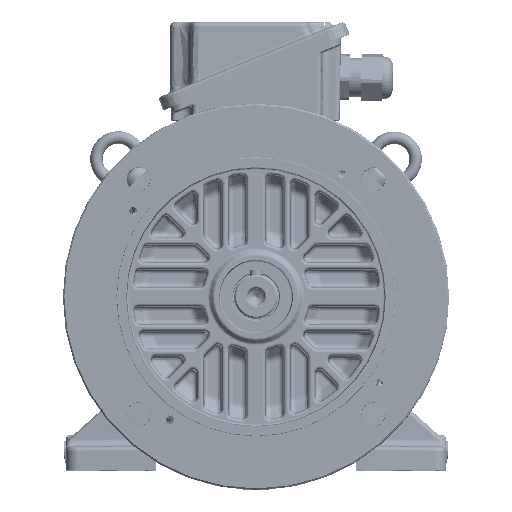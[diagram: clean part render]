
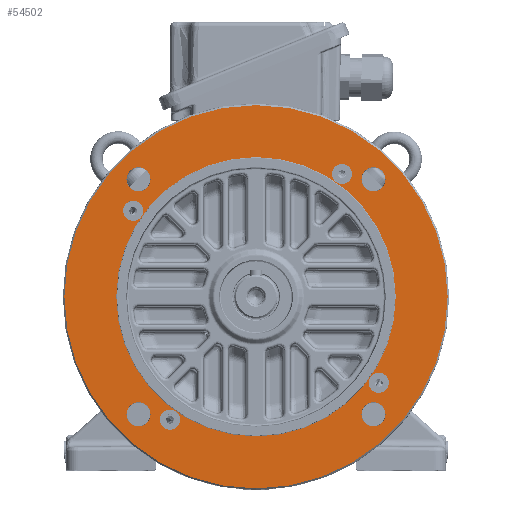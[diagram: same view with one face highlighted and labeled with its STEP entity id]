
A CAD part, top view. The second image highlights one B-rep face of the part: STEP entity #54502.
In plain terms, the highlighted planar face has unit normal (0, 0, 1).
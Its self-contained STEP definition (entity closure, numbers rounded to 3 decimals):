
#12702=PLANE('',#124388);
#54502=ADVANCED_FACE('',(#59370,#59371,#59372,#59373,#59374,#59375,#59376,
#59377,#59378,#59379),#12702,.F.);
#59370=FACE_BOUND('',#61018,.T.);
#59371=FACE_BOUND('',#61019,.T.);
#59372=FACE_BOUND('',#61020,.T.);
#59373=FACE_BOUND('',#61021,.T.);
#59374=FACE_BOUND('',#61022,.T.);
#59375=FACE_BOUND('',#61023,.T.);
#59376=FACE_BOUND('',#61024,.T.);
#59377=FACE_BOUND('',#61025,.T.);
#59378=FACE_BOUND('',#61026,.T.);
#59379=FACE_BOUND('',#61027,.T.);
#61018=EDGE_LOOP('',(#71500));
#61019=EDGE_LOOP('',(#71501));
#61020=EDGE_LOOP('',(#71502));
#61021=EDGE_LOOP('',(#71503));
#61022=EDGE_LOOP('',(#71504));
#61023=EDGE_LOOP('',(#71505));
#61024=EDGE_LOOP('',(#71506));
#61025=EDGE_LOOP('',(#71507));
#61026=EDGE_LOOP('',(#71508));
#61027=EDGE_LOOP('',(#71509));
#71500=ORIENTED_EDGE('',*,*,#105493,.T.);
#71501=ORIENTED_EDGE('',*,*,#105494,.T.);
#71502=ORIENTED_EDGE('',*,*,#105495,.T.);
#71503=ORIENTED_EDGE('',*,*,#105496,.T.);
#71504=ORIENTED_EDGE('',*,*,#105487,.T.);
#71505=ORIENTED_EDGE('',*,*,#105497,.F.);
#71506=ORIENTED_EDGE('',*,*,#105498,.F.);
#71507=ORIENTED_EDGE('',*,*,#105499,.T.);
#71508=ORIENTED_EDGE('',*,*,#105500,.F.);
#71509=ORIENTED_EDGE('',*,*,#105501,.F.);
#94673=VERTEX_POINT('',#168167);
#94679=VERTEX_POINT('',#168183);
#94680=VERTEX_POINT('',#168185);
#94681=VERTEX_POINT('',#168187);
#94682=VERTEX_POINT('',#168189);
#94683=VERTEX_POINT('',#168191);
#94684=VERTEX_POINT('',#168193);
#94685=VERTEX_POINT('',#168195);
#94686=VERTEX_POINT('',#168197);
#94687=VERTEX_POINT('',#168199);
#105487=EDGE_CURVE('',#94673,#94673,#117931,.T.);
#105493=EDGE_CURVE('',#94679,#94679,#117937,.T.);
#105494=EDGE_CURVE('',#94680,#94680,#117938,.T.);
#105495=EDGE_CURVE('',#94681,#94681,#117939,.T.);
#105496=EDGE_CURVE('',#94682,#94682,#117940,.T.);
#105497=EDGE_CURVE('',#94683,#94683,#117941,.T.);
#105498=EDGE_CURVE('',#94684,#94684,#117942,.T.);
#105499=EDGE_CURVE('',#94685,#94685,#117943,.T.);
#105500=EDGE_CURVE('',#94686,#94686,#117944,.T.);
#105501=EDGE_CURVE('',#94687,#94687,#117945,.T.);
#117931=CIRCLE('',#124369,90.4);
#117937=CIRCLE('',#124379,6.5);
#117938=CIRCLE('',#124380,6.5);
#117939=CIRCLE('',#124381,6.5);
#117940=CIRCLE('',#124382,6.5);
#117941=CIRCLE('',#124383,7.792);
#117942=CIRCLE('',#124384,7.792);
#117943=CIRCLE('',#124385,124.);
#117944=CIRCLE('',#124386,7.792);
#117945=CIRCLE('',#124387,7.792);
#124369=AXIS2_PLACEMENT_3D('',#168166,#138946,#138947);
#124379=AXIS2_PLACEMENT_3D('',#168182,#138966,#138967);
#124380=AXIS2_PLACEMENT_3D('',#168184,#138968,#138969);
#124381=AXIS2_PLACEMENT_3D('',#168186,#138970,#138971);
#124382=AXIS2_PLACEMENT_3D('',#168188,#138972,#138973);
#124383=AXIS2_PLACEMENT_3D('',#168190,#138974,#138975);
#124384=AXIS2_PLACEMENT_3D('',#168192,#138976,#138977);
#124385=AXIS2_PLACEMENT_3D('',#168194,#138978,#138979);
#124386=AXIS2_PLACEMENT_3D('',#168196,#138980,#138981);
#124387=AXIS2_PLACEMENT_3D('',#168198,#138982,#138983);
#124388=AXIS2_PLACEMENT_3D('',#168200,#138984,#138985);
#138946=DIRECTION('',(0.,0.,-1.));
#138947=DIRECTION('',(-1.,0.,0.));
#138966=DIRECTION('',(0.,0.,-1.));
#138967=DIRECTION('',(-1.,0.,0.));
#138968=DIRECTION('',(0.,0.,-1.));
#138969=DIRECTION('',(-1.,0.,0.));
#138970=DIRECTION('',(0.,0.,-1.));
#138971=DIRECTION('',(-1.,0.,0.));
#138972=DIRECTION('',(0.,0.,-1.));
#138973=DIRECTION('',(-1.,0.,0.));
#138974=DIRECTION('',(0.,0.,1.));
#138975=DIRECTION('',(-1.,0.,0.));
#138976=DIRECTION('',(0.,0.,1.));
#138977=DIRECTION('',(-1.,0.,0.));
#138978=DIRECTION('',(0.,0.,1.));
#138979=DIRECTION('',(-1.,0.,0.));
#138980=DIRECTION('',(0.,0.,1.));
#138981=DIRECTION('',(-1.,0.,0.));
#138982=DIRECTION('',(0.,0.,1.));
#138983=DIRECTION('',(-1.,0.,0.));
#138984=DIRECTION('',(0.,0.,-1.));
#138985=DIRECTION('',(-1.,0.,0.));
#168166=CARTESIAN_POINT('',(0.,0.,0.));
#168167=CARTESIAN_POINT('',(-90.4,0.,0.));
#168182=CARTESIAN_POINT('',(79.458,-55.637,0.));
#168183=CARTESIAN_POINT('',(72.958,-55.637,0.));
#168184=CARTESIAN_POINT('',(-55.637,-79.458,0.));
#168185=CARTESIAN_POINT('',(-62.137,-79.458,0.));
#168186=CARTESIAN_POINT('',(-79.458,55.637,0.));
#168187=CARTESIAN_POINT('',(-85.958,55.637,0.));
#168188=CARTESIAN_POINT('',(55.637,79.458,0.));
#168189=CARTESIAN_POINT('',(49.137,79.458,0.));
#168190=CARTESIAN_POINT('',(-76.014,-76.014,0.));
#168191=CARTESIAN_POINT('',(-83.806,-76.014,0.));
#168192=CARTESIAN_POINT('',(76.014,76.014,0.));
#168193=CARTESIAN_POINT('',(68.222,76.014,0.));
#168194=CARTESIAN_POINT('',(0.,0.,0.));
#168195=CARTESIAN_POINT('',(-124.,0.,0.));
#168196=CARTESIAN_POINT('',(76.014,-76.014,0.));
#168197=CARTESIAN_POINT('',(68.222,-76.014,0.));
#168198=CARTESIAN_POINT('',(-76.014,76.014,0.));
#168199=CARTESIAN_POINT('',(-83.806,76.014,0.));
#168200=CARTESIAN_POINT('',(0.,90.,0.));
